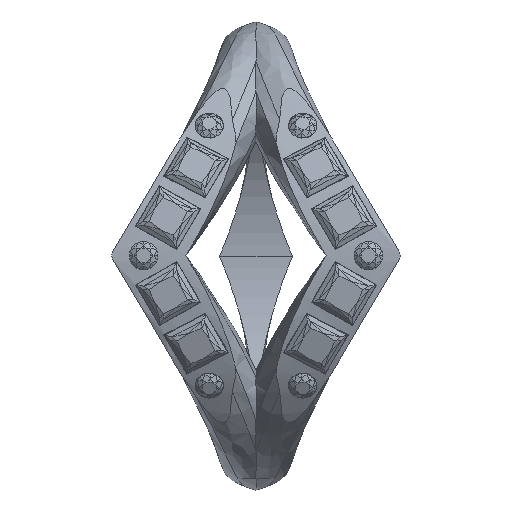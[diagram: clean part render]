
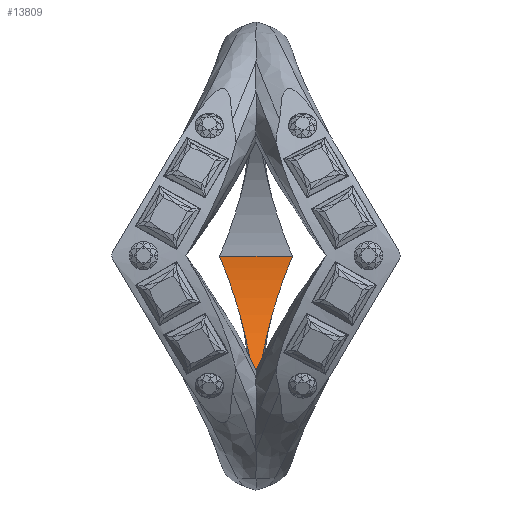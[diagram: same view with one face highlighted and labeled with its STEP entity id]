
A CAD part, top view. The second image highlights one B-rep face of the part: STEP entity #13809.
In plain terms, the highlighted free-form (B-spline) face has degree [2, 1] with [3, 2] control points.
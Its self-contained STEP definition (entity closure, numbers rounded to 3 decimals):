
#11345 = VERTEX_POINT('',#11346);
#11346 = CARTESIAN_POINT('',(-0.598,-14.175,
    0.));
#11364 = EDGE_CURVE('',#11345,#11365,#11367,.T.);
#11365 = VERTEX_POINT('',#11366);
#11366 = CARTESIAN_POINT('',(0.598,-14.175,
    0.));
#11367 = B_SPLINE_CURVE_WITH_KNOTS('',1,(#11368,#11369),.UNSPECIFIED.,
  .F.,.F.,(2,2),(-0.422,0.422),
  .PIECEWISE_BEZIER_KNOTS.);
#11368 = CARTESIAN_POINT('',(-0.598,-14.175,
    0.));
#11369 = CARTESIAN_POINT('',(0.598,-14.175,
    0.));
#13809 = ADVANCED_FACE('',(#13810),#13870,.F.);
#13810 = FACE_BOUND('',#13811,.F.);
#13811 = EDGE_LOOP('',(#13812,#13813,#13839,#13846));
#13812 = ORIENTED_EDGE('',*,*,#11364,.F.);
#13813 = ORIENTED_EDGE('',*,*,#13814,.T.);
#13814 = EDGE_CURVE('',#11345,#13815,#13817,.T.);
#13815 = VERTEX_POINT('',#13816);
#13816 = CARTESIAN_POINT('',(-2.733,0.,
    -14.175));
#13817 = B_SPLINE_CURVE_WITH_KNOTS('',5,(#13818,#13819,#13820,#13821,
    #13822,#13823,#13824,#13825,#13826,#13827,#13828,#13829,#13830,
    #13831,#13832,#13833,#13834,#13835,#13836,#13837,#13838),
  .UNSPECIFIED.,.F.,.F.,(6,3,3,3,3,3,6),(0.,5.978,7.161,
    9.524,11.88,16.601,23.815),
  .UNSPECIFIED.);
#13818 = CARTESIAN_POINT('',(-0.598,-14.175,
    0.));
#13819 = CARTESIAN_POINT('',(-0.456,-14.175,
    -1.108));
#13820 = CARTESIAN_POINT('',(-0.333,-14.067,
    -2.216));
#13821 = CARTESIAN_POINT('',(-0.225,-13.85,
    -3.321));
#13822 = CARTESIAN_POINT('',(-0.135,-13.457,
    -4.615));
#13823 = CARTESIAN_POINT('',(-0.087,-12.915,
    -5.85));
#13824 = CARTESIAN_POINT('',(-0.08,-12.82,
    -6.054));
#13825 = CARTESIAN_POINT('',(-0.063,-12.528,
    -6.655));
#13826 = CARTESIAN_POINT('',(-0.054,-12.199,
    -7.239));
#13827 = CARTESIAN_POINT('',(-0.052,-11.965,
    -7.62));
#13828 = CARTESIAN_POINT('',(-0.055,-11.468,
    -8.362));
#13829 = CARTESIAN_POINT('',(-0.076,-10.913,
    -9.063));
#13830 = CARTESIAN_POINT('',(-0.092,-10.623,
    -9.401));
#13831 = CARTESIAN_POINT('',(-0.158,-9.712,
    -10.383));
#13832 = CARTESIAN_POINT('',(-0.281,-8.691,
    -11.252));
#13833 = CARTESIAN_POINT('',(-0.392,-7.967,
    -11.775));
#13834 = CARTESIAN_POINT('',(-0.749,-6.044,
    -12.947));
#13835 = CARTESIAN_POINT('',(-1.298,-3.939,
    -13.717));
#13836 = CARTESIAN_POINT('',(-1.702,-2.629,
    -14.025));
#13837 = CARTESIAN_POINT('',(-2.171,-1.305,
    -14.175));
#13838 = CARTESIAN_POINT('',(-2.733,0.,
    -14.175));
#13839 = ORIENTED_EDGE('',*,*,#13840,.T.);
#13840 = EDGE_CURVE('',#13815,#13841,#13843,.T.);
#13841 = VERTEX_POINT('',#13842);
#13842 = CARTESIAN_POINT('',(2.733,0.,
    -14.175));
#13843 = B_SPLINE_CURVE_WITH_KNOTS('',1,(#13844,#13845),.UNSPECIFIED.,
  .F.,.F.,(2,2),(-1.928,1.928),
  .PIECEWISE_BEZIER_KNOTS.);
#13844 = CARTESIAN_POINT('',(-2.733,0.,
    -14.175));
#13845 = CARTESIAN_POINT('',(2.733,0.,
    -14.175));
#13846 = ORIENTED_EDGE('',*,*,#13847,.F.);
#13847 = EDGE_CURVE('',#11365,#13841,#13848,.T.);
#13848 = B_SPLINE_CURVE_WITH_KNOTS('',5,(#13849,#13850,#13851,#13852,
    #13853,#13854,#13855,#13856,#13857,#13858,#13859,#13860,#13861,
    #13862,#13863,#13864,#13865,#13866,#13867,#13868,#13869),
  .UNSPECIFIED.,.F.,.F.,(6,3,3,3,3,3,6),(0.,5.978,7.161,
    9.524,11.88,16.601,23.815),
  .UNSPECIFIED.);
#13849 = CARTESIAN_POINT('',(0.598,-14.175,
    0.));
#13850 = CARTESIAN_POINT('',(0.456,-14.175,
    -1.108));
#13851 = CARTESIAN_POINT('',(0.333,-14.067,
    -2.216));
#13852 = CARTESIAN_POINT('',(0.225,-13.85,
    -3.321));
#13853 = CARTESIAN_POINT('',(0.135,-13.457,
    -4.615));
#13854 = CARTESIAN_POINT('',(0.087,-12.915,
    -5.85));
#13855 = CARTESIAN_POINT('',(0.08,-12.82,
    -6.054));
#13856 = CARTESIAN_POINT('',(0.063,-12.528,
    -6.655));
#13857 = CARTESIAN_POINT('',(0.054,-12.199,
    -7.239));
#13858 = CARTESIAN_POINT('',(0.052,-11.965,
    -7.62));
#13859 = CARTESIAN_POINT('',(0.055,-11.468,
    -8.362));
#13860 = CARTESIAN_POINT('',(0.076,-10.913,
    -9.063));
#13861 = CARTESIAN_POINT('',(0.092,-10.623,
    -9.401));
#13862 = CARTESIAN_POINT('',(0.158,-9.712,
    -10.383));
#13863 = CARTESIAN_POINT('',(0.281,-8.691,
    -11.252));
#13864 = CARTESIAN_POINT('',(0.392,-7.967,
    -11.775));
#13865 = CARTESIAN_POINT('',(0.749,-6.044,
    -12.947));
#13866 = CARTESIAN_POINT('',(1.298,-3.939,
    -13.717));
#13867 = CARTESIAN_POINT('',(1.702,-2.629,
    -14.025));
#13868 = CARTESIAN_POINT('',(2.171,-1.305,
    -14.175));
#13869 = CARTESIAN_POINT('',(2.733,0.,
    -14.175));
#13870 = ( BOUNDED_SURFACE() B_SPLINE_SURFACE(2,1,(
    (#13871,#13872)
    ,(#13873,#13874)
    ,(#13875,#13876
)),.UNSPECIFIED.,.F.,.F.,.F.) B_SPLINE_SURFACE_WITH_KNOTS((3,3),(2,2),(
    3.142,4.712),(-1.928,1.928),
.PIECEWISE_BEZIER_KNOTS.) GEOMETRIC_REPRESENTATION_ITEM() 
RATIONAL_B_SPLINE_SURFACE((
    (1.,1.)
    ,(0.707,0.707)
,(1.,1.))) REPRESENTATION_ITEM('') SURFACE() );
#13871 = CARTESIAN_POINT('',(-2.733,-14.175,
    0.));
#13872 = CARTESIAN_POINT('',(2.733,-14.175,
    0.));
#13873 = CARTESIAN_POINT('',(-2.733,-14.175,
    -14.175));
#13874 = CARTESIAN_POINT('',(2.733,-14.175,
    -14.175));
#13875 = CARTESIAN_POINT('',(-2.733,0.,
    -14.175));
#13876 = CARTESIAN_POINT('',(2.733,0.,
    -14.175));
